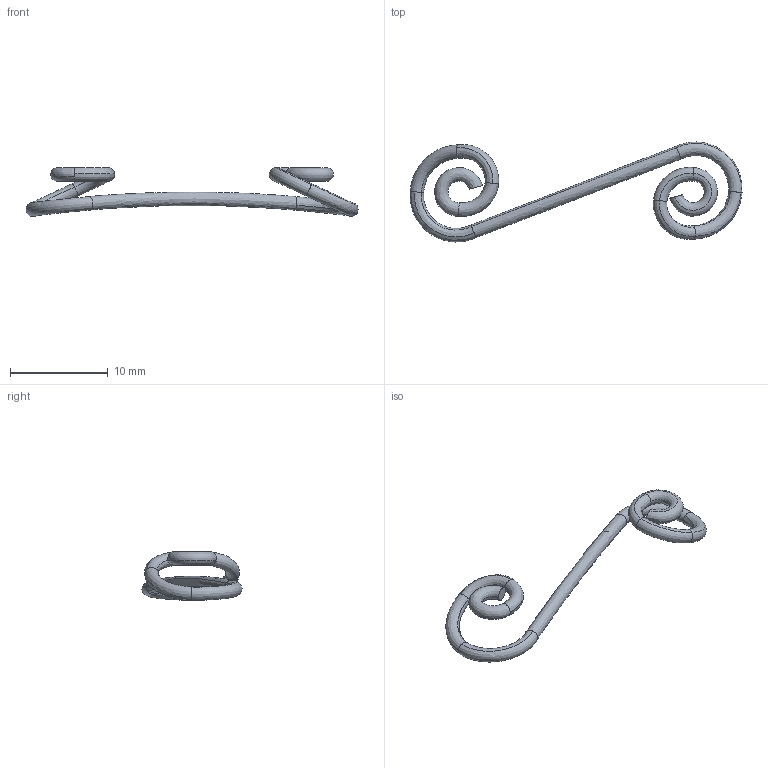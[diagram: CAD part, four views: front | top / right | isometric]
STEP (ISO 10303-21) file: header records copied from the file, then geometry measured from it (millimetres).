
FILE_DESCRIPTION((''),'2;1');
FILE_NAME('','2005-07-15T13:17:31',(''),(''),'','CADfix','');
FILE_SCHEMA(('AUTOMOTIVE_DESIGN'));
Length unit declared in the file: millimetre
Products named in the file (1): spring
Bounding box: 34 x 10.24 x 5 mm (x, y, z)
Volume: 139 mm3; surface area: 400.4 mm2
Topology: 1 solids, 1 shells, 24 faces, 78 edges, 56 vertices
Faces by surface type: bspline 24
Entity records: 5770 total; most frequent: CARTESIAN_POINT 5284, ORIENTED_EDGE 156, B_SPLINE_CURVE_WITH_KNOTS 78, EDGE_CURVE 78, VERTEX_POINT 56, B_SPLINE_SURFACE_WITH_KNOTS 24, EDGE_LOOP 24, FACE_OUTER_BOUND 24
